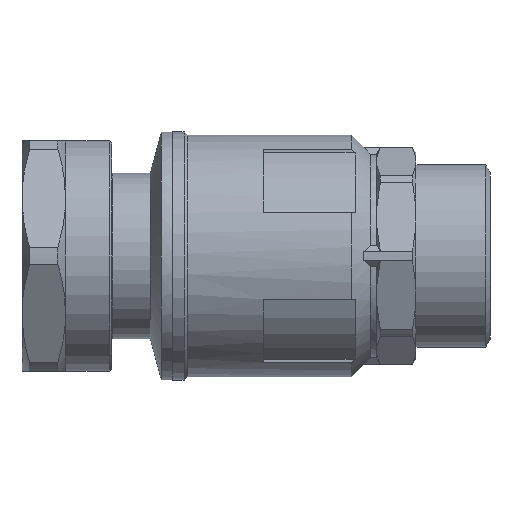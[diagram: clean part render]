
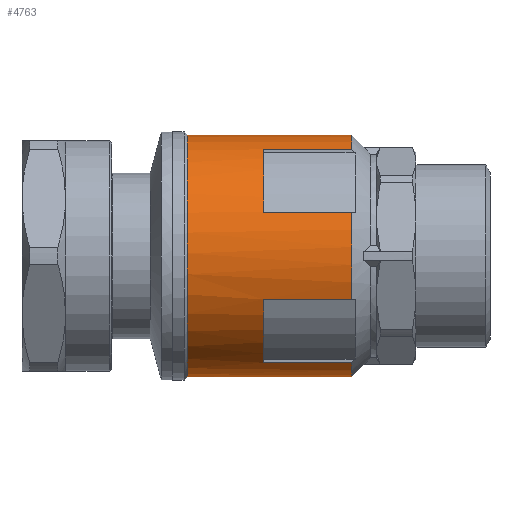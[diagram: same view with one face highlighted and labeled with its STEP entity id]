
A CAD part, left-side view. The second image highlights one B-rep face of the part: STEP entity #4763.
In plain terms, the highlighted cylindrical face has radius 27.75 mm (diameter 55.5 mm), a full revolution.
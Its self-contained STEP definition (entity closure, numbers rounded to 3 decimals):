
#182=LINE('',#9413,#414);
#183=LINE('',#9417,#415);
#184=LINE('',#9421,#416);
#185=LINE('',#9425,#417);
#186=LINE('',#9429,#418);
#187=LINE('',#9433,#419);
#414=VECTOR('',#7125,1000.);
#415=VECTOR('',#7128,1000.);
#416=VECTOR('',#7131,1000.);
#417=VECTOR('',#7134,1000.);
#418=VECTOR('',#7137,1000.);
#419=VECTOR('',#7140,1000.);
#707=CYLINDRICAL_SURFACE('',#6161,27.75);
#827=B_SPLINE_CURVE_WITH_KNOTS('',3,(#9401,#9402,#9403,#9404,#9405,#9406,
#9407,#9408,#9409,#9410,#9411,#9412),.UNSPECIFIED.,.F.,.F.,(4,1,1,1,1,1,
1,1,1,4),(0.,0.002,0.005,
0.009,0.014,0.019,0.024,
0.028,0.033,0.038),.UNSPECIFIED.);
#1413=ORIENTED_EDGE('',*,*,#2586,.T.);
#1414=ORIENTED_EDGE('',*,*,#2587,.T.);
#1415=ORIENTED_EDGE('',*,*,#2417,.T.);
#1416=ORIENTED_EDGE('',*,*,#2588,.T.);
#1417=ORIENTED_EDGE('',*,*,#2589,.T.);
#1418=ORIENTED_EDGE('',*,*,#2590,.T.);
#1419=ORIENTED_EDGE('',*,*,#2591,.T.);
#1420=ORIENTED_EDGE('',*,*,#2592,.T.);
#1421=ORIENTED_EDGE('',*,*,#2593,.T.);
#1422=ORIENTED_EDGE('',*,*,#2594,.T.);
#1423=ORIENTED_EDGE('',*,*,#2595,.T.);
#1424=ORIENTED_EDGE('',*,*,#2596,.T.);
#1425=ORIENTED_EDGE('',*,*,#2597,.T.);
#1426=ORIENTED_EDGE('',*,*,#2598,.T.);
#1427=ORIENTED_EDGE('',*,*,#2599,.F.);
#2417=EDGE_CURVE('',#3862,#3863,#3022,.T.);
#2586=EDGE_CURVE('',#3980,#3981,#3079,.T.);
#2587=EDGE_CURVE('',#3981,#3862,#827,.T.);
#2588=EDGE_CURVE('',#3863,#3982,#182,.T.);
#2589=EDGE_CURVE('',#3982,#3983,#3080,.T.);
#2590=EDGE_CURVE('',#3983,#3984,#183,.F.);
#2591=EDGE_CURVE('',#3984,#3985,#3081,.T.);
#2592=EDGE_CURVE('',#3985,#3986,#184,.T.);
#2593=EDGE_CURVE('',#3986,#3987,#3082,.T.);
#2594=EDGE_CURVE('',#3987,#3988,#185,.F.);
#2595=EDGE_CURVE('',#3988,#3989,#3083,.T.);
#2596=EDGE_CURVE('',#3989,#3990,#186,.T.);
#2597=EDGE_CURVE('',#3990,#3991,#3084,.T.);
#2598=EDGE_CURVE('',#3991,#3980,#187,.F.);
#2599=EDGE_CURVE('',#3992,#3992,#3085,.T.);
#3022=CIRCLE('',#6058,27.75);
#3079=CIRCLE('',#6162,27.75);
#3080=CIRCLE('',#6163,27.75);
#3081=CIRCLE('',#6164,27.75);
#3082=CIRCLE('',#6165,27.75);
#3083=CIRCLE('',#6166,27.75);
#3084=CIRCLE('',#6167,27.75);
#3085=CIRCLE('',#6168,27.75);
#3381=EDGE_LOOP('',(#1413,#1414,#1415,#1416,#1417,#1418,#1419,#1420,#1421,
#1422,#1423,#1424,#1425,#1426));
#3382=EDGE_LOOP('',(#1427));
#3862=VERTEX_POINT('',#8921);
#3863=VERTEX_POINT('',#8922);
#3980=VERTEX_POINT('',#9399);
#3981=VERTEX_POINT('',#9400);
#3982=VERTEX_POINT('',#9414);
#3983=VERTEX_POINT('',#9416);
#3984=VERTEX_POINT('',#9418);
#3985=VERTEX_POINT('',#9420);
#3986=VERTEX_POINT('',#9422);
#3987=VERTEX_POINT('',#9424);
#3988=VERTEX_POINT('',#9426);
#3989=VERTEX_POINT('',#9428);
#3990=VERTEX_POINT('',#9430);
#3991=VERTEX_POINT('',#9432);
#3992=VERTEX_POINT('',#9435);
#4392=FACE_BOUND('',#3381,.T.);
#4393=FACE_BOUND('',#3382,.T.);
#4763=ADVANCED_FACE('',(#4392,#4393),#707,.T.);
#6058=AXIS2_PLACEMENT_3D('',#8920,#6851,#6852);
#6161=AXIS2_PLACEMENT_3D('',#9397,#7121,#7122);
#6162=AXIS2_PLACEMENT_3D('',#9398,#7123,#7124);
#6163=AXIS2_PLACEMENT_3D('',#9415,#7126,#7127);
#6164=AXIS2_PLACEMENT_3D('',#9419,#7129,#7130);
#6165=AXIS2_PLACEMENT_3D('',#9423,#7132,#7133);
#6166=AXIS2_PLACEMENT_3D('',#9427,#7135,#7136);
#6167=AXIS2_PLACEMENT_3D('',#9431,#7138,#7139);
#6168=AXIS2_PLACEMENT_3D('',#9434,#7141,#7142);
#6851=DIRECTION('',(0.,1.,0.));
#6852=DIRECTION('',(0.,0.,1.));
#7121=DIRECTION('',(0.,-1.,0.));
#7122=DIRECTION('',(0.,0.,-1.));
#7123=DIRECTION('',(0.,1.,0.));
#7124=DIRECTION('',(0.,0.,1.));
#7125=DIRECTION('',(0.,-1.,0.));
#7126=DIRECTION('',(0.,1.,0.));
#7127=DIRECTION('',(0.,0.,1.));
#7128=DIRECTION('',(0.,-1.,0.));
#7129=DIRECTION('',(0.,1.,0.));
#7130=DIRECTION('',(0.,0.,1.));
#7131=DIRECTION('',(0.,-1.,0.));
#7132=DIRECTION('',(0.,1.,0.));
#7133=DIRECTION('',(0.,0.,1.));
#7134=DIRECTION('',(0.,-1.,0.));
#7135=DIRECTION('',(0.,1.,0.));
#7136=DIRECTION('',(0.,0.,1.));
#7137=DIRECTION('',(0.,-1.,0.));
#7138=DIRECTION('',(0.,1.,0.));
#7139=DIRECTION('',(0.,0.,1.));
#7140=DIRECTION('',(0.,-1.,0.));
#7141=DIRECTION('',(0.,1.,0.));
#7142=DIRECTION('',(1.,0.,0.));
#8920=CARTESIAN_POINT('',(0.,0.,0.));
#8921=CARTESIAN_POINT('',(25.021,0.,-12.));
#8922=CARTESIAN_POINT('',(13.,0.,-24.517));
#9397=CARTESIAN_POINT('',(0.,17.5,0.));
#9398=CARTESIAN_POINT('',(0.,0.,0.));
#9399=CARTESIAN_POINT('',(13.,0.,24.517));
#9400=CARTESIAN_POINT('',(25.021,0.,12.));
#9401=CARTESIAN_POINT('',(25.021,0.,12.));
#9402=CARTESIAN_POINT('',(25.021,0.804,12.));
#9403=CARTESIAN_POINT('',(25.098,2.377,11.842));
#9404=CARTESIAN_POINT('',(25.53,5.428,10.907));
#9405=CARTESIAN_POINT('',(26.428,8.696,8.7));
#9406=CARTESIAN_POINT('',(27.461,11.352,4.767));
#9407=CARTESIAN_POINT('',(27.894,12.324,0.011));
#9408=CARTESIAN_POINT('',(27.462,11.354,-4.77));
#9409=CARTESIAN_POINT('',(26.425,8.685,-8.712));
#9410=CARTESIAN_POINT('',(25.345,4.759,-11.354));
#9411=CARTESIAN_POINT('',(25.021,1.582,-12.));
#9412=CARTESIAN_POINT('',(25.021,0.,-12.));
#9413=CARTESIAN_POINT('',(13.,17.5,-24.517));
#9414=CARTESIAN_POINT('',(13.,-20.25,-24.517));
#9415=CARTESIAN_POINT('',(0.,-20.25,0.));
#9416=CARTESIAN_POINT('',(-13.,-20.25,-24.517));
#9417=CARTESIAN_POINT('',(-13.,17.5,-24.517));
#9418=CARTESIAN_POINT('',(-13.,0.,-24.517));
#9419=CARTESIAN_POINT('',(0.,0.,0.));
#9420=CARTESIAN_POINT('',(-25.886,0.,-10.));
#9421=CARTESIAN_POINT('',(-25.886,17.5,-10.));
#9422=CARTESIAN_POINT('',(-25.886,-20.25,-10.));
#9423=CARTESIAN_POINT('',(0.,-20.25,0.));
#9424=CARTESIAN_POINT('',(-25.886,-20.25,10.));
#9425=CARTESIAN_POINT('',(-25.886,17.5,10.));
#9426=CARTESIAN_POINT('',(-25.886,0.,10.));
#9427=CARTESIAN_POINT('',(0.,0.,0.));
#9428=CARTESIAN_POINT('',(-13.,0.,24.517));
#9429=CARTESIAN_POINT('',(-13.,17.5,24.517));
#9430=CARTESIAN_POINT('',(-13.,-20.25,24.517));
#9431=CARTESIAN_POINT('',(0.,-20.25,0.));
#9432=CARTESIAN_POINT('',(13.,-20.25,24.517));
#9433=CARTESIAN_POINT('',(13.,17.5,24.517));
#9434=CARTESIAN_POINT('',(0.,17.5,0.));
#9435=CARTESIAN_POINT('',(27.75,17.5,0.));
